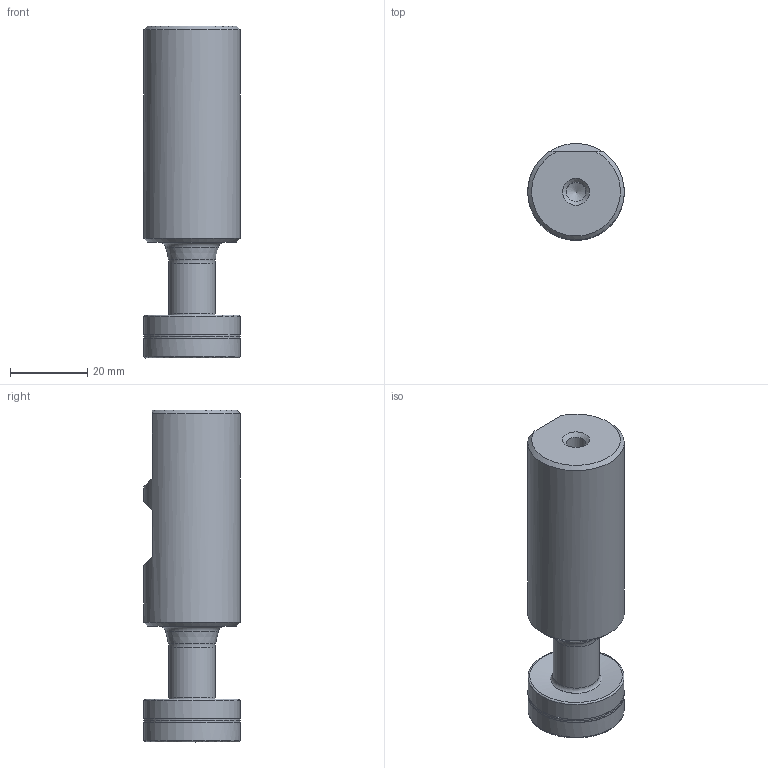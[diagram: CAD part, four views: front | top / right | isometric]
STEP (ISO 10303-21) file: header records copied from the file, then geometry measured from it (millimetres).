
FILE_DESCRIPTION(/* description */ (''),/* implementation_level */ '2;1');
FILE_NAME(/* name */ '25F1R030B25-SCC06-C-115009537ndi000_00-SIM.stp',/* time_stamp */ '2019-12-17T10:50:19+01:00',/* author */ (''),/* organization */ (''),/* preprocessor_version */ 'ST-DEVELOPER v16.7',/* originating_system */ 'SIEMENS PLM Software NX 12.0',/* authorisation */ '');
FILE_SCHEMA (('AUTOMOTIVE_DESIGN { 1 0 10303 214 3 1 1 1 }'));
Length unit declared in the file: millimetre
Products named in the file (1): hm153548D27Bnb2s
Bounding box: 24.98 x 25 x 86.01 mm (x, y, z)
Volume: 35338.9 mm3; surface area: 10622.4 mm2
Topology: 2 solids, 2 shells, 42 faces, 106 edges, 69 vertices
Faces by surface type: revolution 18, plane 10, cone 7, cylinder 4, torus 3
Full cylindrical faces by diameter (mm): 5 x1, 12 x1, 24 x1, 25 x1
Entity records: 999 total; most frequent: DIRECTION 176, CARTESIAN_POINT 173, ORIENTED_EDGE 98, EDGE_LOOP 77, FACE_BOUND 71, AXIS2_PLACEMENT_3D 70, EDGE_CURVE 49, VERTEX_POINT 45
